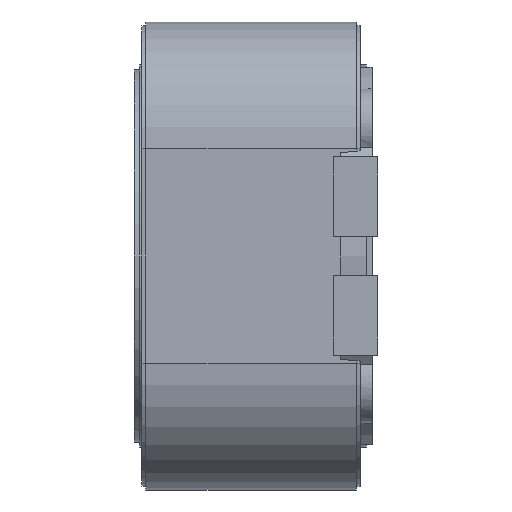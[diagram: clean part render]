
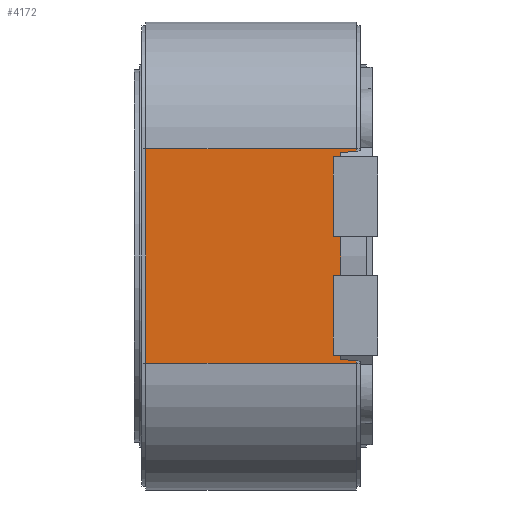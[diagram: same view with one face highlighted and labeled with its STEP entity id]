
A CAD part, left-side view. The second image highlights one B-rep face of the part: STEP entity #4172.
In plain terms, the highlighted planar face has unit normal (-1, 0, 0).
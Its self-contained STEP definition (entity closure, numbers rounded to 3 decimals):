
#1 = CARTESIAN_POINT ( 'NONE',  ( -6., 0.5, 2.65 ) ) ;
#96 = DIRECTION ( 'NONE',  ( 0., 0.995, 0.096 ) ) ;
#163 = LINE ( 'NONE', #2928, #763 ) ;
#546 = ORIENTED_EDGE ( 'NONE', *, *, #4480, .F. ) ;
#595 = LINE ( 'NONE', #3187, #3743 ) ;
#706 = EDGE_CURVE ( 'NONE', #5239, #5684, #595, .T. ) ;
#723 = ORIENTED_EDGE ( 'NONE', *, *, #780, .F. ) ;
#733 = DIRECTION ( 'NONE',  ( -1., 0., 0. ) ) ;
#763 = VECTOR ( 'NONE', #96, 1000. ) ;
#780 = EDGE_CURVE ( 'NONE', #5132, #5684, #4628, .T. ) ;
#801 = ORIENTED_EDGE ( 'NONE', *, *, #1423, .F. ) ;
#838 = LINE ( 'NONE', #1, #4063 ) ;
#915 = DIRECTION ( 'NONE',  ( 0., -1., 0. ) ) ;
#1047 = DIRECTION ( 'NONE',  ( 0., 0., -1. ) ) ;
#1061 = LINE ( 'NONE', #4422, #3987 ) ;
#1212 = CARTESIAN_POINT ( 'NONE',  ( -6., 0.5, 2.65 ) ) ;
#1350 = CARTESIAN_POINT ( 'NONE',  ( -6., 5.5, 2.75 ) ) ;
#1354 = CARTESIAN_POINT ( 'NONE',  ( -6., 5.6, 0. ) ) ;
#1423 = EDGE_CURVE ( 'NONE', #5239, #3509, #4472, .T. ) ;
#1431 = DIRECTION ( 'NONE',  ( 0., 0., 1. ) ) ;
#1660 = DIRECTION ( 'NONE',  ( 0., 0., 1. ) ) ;
#1825 = ORIENTED_EDGE ( 'NONE', *, *, #706, .T. ) ;
#1832 = EDGE_CURVE ( 'NONE', #4605, #5975, #838, .T. ) ;
#1922 = CARTESIAN_POINT ( 'NONE',  ( -6., 0.1, -2.75 ) ) ;
#1962 = EDGE_CURVE ( 'NONE', #5132, #4605, #163, .T. ) ;
#2099 = CARTESIAN_POINT ( 'NONE',  ( -6., 0.5, 2.65 ) ) ;
#2117 = LINE ( 'NONE', #2099, #4496 ) ;
#2177 = CARTESIAN_POINT ( 'NONE',  ( -6., 0.1, 2.75 ) ) ;
#2234 = VECTOR ( 'NONE', #3612, 1000. ) ;
#2294 = AXIS2_PLACEMENT_3D ( 'NONE', #1354, #733, #1660 ) ;
#2594 = DIRECTION ( 'NONE',  ( 0., -1., 0. ) ) ;
#2684 = VECTOR ( 'NONE', #4923, 1000. ) ;
#2845 = EDGE_LOOP ( 'NONE', ( #4957, #5900, #546, #5255, #801, #1825, #723, #5024 ) ) ;
#2863 = VERTEX_POINT ( 'NONE', #3979 ) ;
#2928 = CARTESIAN_POINT ( 'NONE',  ( -6., 0.5, -2.65 ) ) ;
#2973 = FACE_OUTER_BOUND ( 'NONE', #2845, .T. ) ;
#2987 = CARTESIAN_POINT ( 'NONE',  ( -6., 0.5, -2.65 ) ) ;
#3061 = DIRECTION ( 'NONE',  ( 0., -0.995, 0.096 ) ) ;
#3149 = VERTEX_POINT ( 'NONE', #3303 ) ;
#3187 = CARTESIAN_POINT ( 'NONE',  ( -6., 5.6, -2.75 ) ) ;
#3283 = CARTESIAN_POINT ( 'NONE',  ( -6., 0.1, 2.75 ) ) ;
#3303 = CARTESIAN_POINT ( 'NONE',  ( -6., 0.1, 2.689 ) ) ;
#3469 = PLANE ( 'NONE',  #2294 ) ;
#3509 = VERTEX_POINT ( 'NONE', #4551 ) ;
#3612 = DIRECTION ( 'NONE',  ( 0., 0., 1. ) ) ;
#3743 = VECTOR ( 'NONE', #915, 1000. ) ;
#3979 = CARTESIAN_POINT ( 'NONE',  ( -6., 0.1, 2.75 ) ) ;
#3987 = VECTOR ( 'NONE', #2594, 1000. ) ;
#4063 = VECTOR ( 'NONE', #1431, 1000. ) ;
#4162 = EDGE_CURVE ( 'NONE', #5975, #3149, #2117, .T. ) ;
#4172 = ADVANCED_FACE ( 'NONE', ( #2973 ), #3469, .T. ) ;
#4345 = LINE ( 'NONE', #3283, #5865 ) ;
#4422 = CARTESIAN_POINT ( 'NONE',  ( -6., 5.6, 2.75 ) ) ;
#4472 = LINE ( 'NONE', #1350, #2234 ) ;
#4480 = EDGE_CURVE ( 'NONE', #2863, #3149, #4345, .T. ) ;
#4496 = VECTOR ( 'NONE', #3061, 1000. ) ;
#4551 = CARTESIAN_POINT ( 'NONE',  ( -6., 5.5, 2.75 ) ) ;
#4605 = VERTEX_POINT ( 'NONE', #2987 ) ;
#4628 = LINE ( 'NONE', #2177, #2684 ) ;
#4662 = CARTESIAN_POINT ( 'NONE',  ( -6., 0.1, -2.689 ) ) ;
#4923 = DIRECTION ( 'NONE',  ( 0., 0., -1. ) ) ;
#4957 = ORIENTED_EDGE ( 'NONE', *, *, #1832, .T. ) ;
#5024 = ORIENTED_EDGE ( 'NONE', *, *, #1962, .T. ) ;
#5132 = VERTEX_POINT ( 'NONE', #4662 ) ;
#5239 = VERTEX_POINT ( 'NONE', #5586 ) ;
#5255 = ORIENTED_EDGE ( 'NONE', *, *, #5957, .F. ) ;
#5586 = CARTESIAN_POINT ( 'NONE',  ( -6., 5.5, -2.75 ) ) ;
#5684 = VERTEX_POINT ( 'NONE', #1922 ) ;
#5865 = VECTOR ( 'NONE', #1047, 1000. ) ;
#5900 = ORIENTED_EDGE ( 'NONE', *, *, #4162, .T. ) ;
#5957 = EDGE_CURVE ( 'NONE', #3509, #2863, #1061, .T. ) ;
#5975 = VERTEX_POINT ( 'NONE', #1212 ) ;
